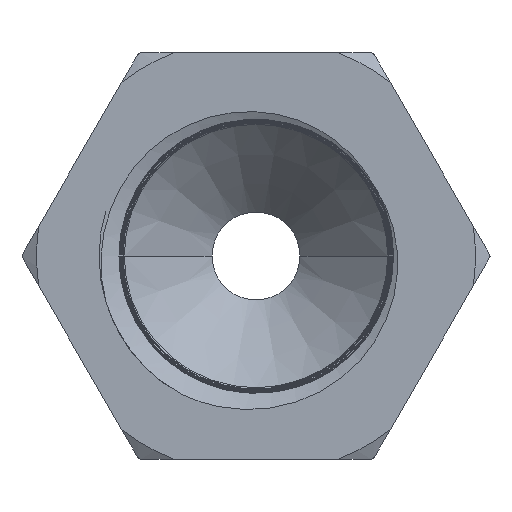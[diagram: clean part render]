
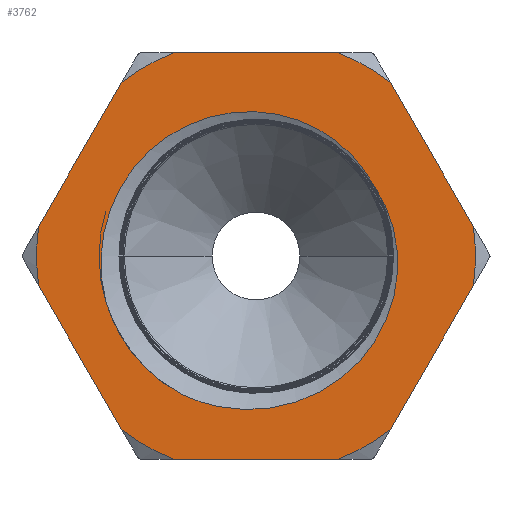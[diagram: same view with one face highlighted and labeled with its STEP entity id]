
A CAD part, left-side view. The second image highlights one B-rep face of the part: STEP entity #3762.
In plain terms, the highlighted planar face has unit normal (-1, 0, 0).
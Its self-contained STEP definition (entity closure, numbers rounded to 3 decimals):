
#121=DIRECTION('',(0.,-0.5,0.866));
#122=VECTOR('',#121,9.056);
#123=CARTESIAN_POINT('',(0.,11.877,1.629));
#124=LINE('',#123,#122);
#125=CARTESIAN_POINT('',(0.,0.,0.));
#126=DIRECTION('',(-1.,0.,0.));
#127=DIRECTION('',(0.,0.378,0.926));
#128=AXIS2_PLACEMENT_3D('',#125,#126,#127);
#130=DIRECTION('',(0.,-1.,0.));
#131=VECTOR('',#130,9.056);
#132=CARTESIAN_POINT('',(0.,4.528,11.1));
#133=LINE('',#132,#131);
#134=CARTESIAN_POINT('',(0.,0.,0.));
#135=DIRECTION('',(-1.,0.,0.));
#136=DIRECTION('',(0.,-0.613,0.79));
#137=AXIS2_PLACEMENT_3D('',#134,#135,#136);
#139=DIRECTION('',(0.,-0.5,-0.866));
#140=VECTOR('',#139,9.056);
#141=CARTESIAN_POINT('',(0.,-7.349,9.471));
#142=LINE('',#141,#140);
#143=DIRECTION('',(0.,0.5,-0.866));
#144=VECTOR('',#143,9.056);
#145=CARTESIAN_POINT('',(0.,-11.877,-1.629));
#146=LINE('',#145,#144);
#147=CARTESIAN_POINT('',(0.,0.,0.));
#148=DIRECTION('',(-1.,0.,0.));
#149=DIRECTION('',(0.,-0.378,-0.926));
#150=AXIS2_PLACEMENT_3D('',#147,#148,#149);
#152=DIRECTION('',(0.,1.,0.));
#153=VECTOR('',#152,9.056);
#154=CARTESIAN_POINT('',(0.,-4.528,-11.1));
#155=LINE('',#154,#153);
#156=CARTESIAN_POINT('',(0.,0.,0.));
#157=DIRECTION('',(-1.,0.,0.));
#158=DIRECTION('',(0.,0.613,-0.79));
#159=AXIS2_PLACEMENT_3D('',#156,#157,#158);
#161=DIRECTION('',(0.,0.5,0.866));
#162=VECTOR('',#161,9.056);
#163=CARTESIAN_POINT('',(0.,7.349,-9.471));
#164=LINE('',#163,#162);
#165=CARTESIAN_POINT('',(0.,-6.489,3.784));
#166=CARTESIAN_POINT('',(0.,-6.697,3.469));
#167=CARTESIAN_POINT('',(0.,-7.06,2.816));
#168=CARTESIAN_POINT('',(0.,-7.459,1.758));
#169=CARTESIAN_POINT('',(0.,-7.694,0.66));
#170=CARTESIAN_POINT('',(0.,-7.769,-0.452));
#171=CARTESIAN_POINT('',(0.,-7.681,-1.588));
#172=CARTESIAN_POINT('',(0.,-7.421,-2.734));
#173=CARTESIAN_POINT('',(0.,-6.962,-3.892));
#174=CARTESIAN_POINT('',(0.,-6.313,-4.98));
#175=CARTESIAN_POINT('',(0.,-5.505,-5.949));
#176=CARTESIAN_POINT('',(0.,-4.55,-6.785));
#177=CARTESIAN_POINT('',(0.,-3.484,-7.46));
#178=CARTESIAN_POINT('',(0.,-2.304,-7.972));
#179=CARTESIAN_POINT('',(0.,-1.058,-8.295));
#180=CARTESIAN_POINT('',(0.,0.23,-8.423));
#181=CARTESIAN_POINT('',(0.,1.536,-8.35));
#182=CARTESIAN_POINT('',(0.,2.813,-8.078));
#183=CARTESIAN_POINT('',(0.,3.632,-7.767));
#184=CARTESIAN_POINT('',(0.,4.033,-7.578));
#186=CARTESIAN_POINT('',(0.,0.,0.));
#187=DIRECTION('',(-1.,0.,0.));
#188=DIRECTION('',(0.,-0.864,0.504));
#189=AXIS2_PLACEMENT_3D('',#186,#187,#188);
#191=CARTESIAN_POINT('',(0.,8.191,-2.55));
#192=CARTESIAN_POINT('',(0.,8.301,-2.132));
#193=CARTESIAN_POINT('',(0.,8.457,-1.29));
#194=CARTESIAN_POINT('',(0.,8.499,-0.006));
#195=CARTESIAN_POINT('',(0.,8.346,1.272));
#196=CARTESIAN_POINT('',(0.,8.008,2.49));
#197=CARTESIAN_POINT('',(0.,7.487,3.652));
#198=CARTESIAN_POINT('',(0.,6.802,4.709));
#199=CARTESIAN_POINT('',(0.,5.971,5.645));
#200=CARTESIAN_POINT('',(0.,5.004,6.445));
#201=CARTESIAN_POINT('',(0.,3.947,7.076));
#202=CARTESIAN_POINT('',(0.,2.801,7.543));
#203=CARTESIAN_POINT('',(0.,1.607,7.826));
#204=CARTESIAN_POINT('',(0.,0.38,7.923));
#205=CARTESIAN_POINT('',(0.,-0.842,7.828));
#206=CARTESIAN_POINT('',(0.,-1.993,7.557));
#207=CARTESIAN_POINT('',(0.,-3.063,7.129));
#208=CARTESIAN_POINT('',(0.,-4.04,6.56));
#209=CARTESIAN_POINT('',(0.,-4.92,5.859));
#210=CARTESIAN_POINT('',(0.,-5.69,5.031));
#211=CARTESIAN_POINT('',(0.,-6.113,4.414));
#212=CARTESIAN_POINT('',(0.,-6.303,4.087));
#214=CARTESIAN_POINT('',(0.,4.033,-7.578));
#215=CARTESIAN_POINT('',(0.,4.404,-7.38));
#216=CARTESIAN_POINT('',(0.,5.096,-6.942));
#217=CARTESIAN_POINT('',(0.,6.018,-6.155));
#218=CARTESIAN_POINT('',(0.,6.76,-5.322));
#219=CARTESIAN_POINT('',(0.,7.362,-4.448));
#220=CARTESIAN_POINT('',(0.,7.84,-3.535));
#221=CARTESIAN_POINT('',(0.,8.087,-2.885));
#222=CARTESIAN_POINT('',(0.,8.191,-2.55));
#238=CARTESIAN_POINT('',(0.,0.,0.));
#239=DIRECTION('',(-1.,0.,0.));
#240=DIRECTION('',(0.,0.991,0.136));
#241=AXIS2_PLACEMENT_3D('',#238,#239,#240);
#264=CARTESIAN_POINT('',(0.,0.,0.));
#265=DIRECTION('',(-1.,0.,0.));
#266=DIRECTION('',(0.,-0.991,-0.136));
#267=AXIS2_PLACEMENT_3D('',#264,#265,#266);
#3493=CARTESIAN_POINT('',(0.,7.349,-9.471));
#3494=CARTESIAN_POINT('',(0.,4.528,-11.1));
#3495=VERTEX_POINT('',#3493);
#3496=VERTEX_POINT('',#3494);
#3497=CARTESIAN_POINT('',(0.,-4.528,-11.1));
#3498=CARTESIAN_POINT('',(0.,-7.349,-9.471));
#3499=VERTEX_POINT('',#3497);
#3500=VERTEX_POINT('',#3498);
#3501=CARTESIAN_POINT('',(0.,-7.349,9.471));
#3502=CARTESIAN_POINT('',(0.,-4.528,11.1));
#3503=VERTEX_POINT('',#3501);
#3504=VERTEX_POINT('',#3502);
#3505=CARTESIAN_POINT('',(0.,4.528,11.1));
#3506=CARTESIAN_POINT('',(0.,7.349,9.471));
#3507=VERTEX_POINT('',#3505);
#3508=VERTEX_POINT('',#3506);
#3525=CARTESIAN_POINT('',(0.,11.877,-1.629));
#3526=VERTEX_POINT('',#3525);
#3527=CARTESIAN_POINT('',(0.,11.877,1.629));
#3528=VERTEX_POINT('',#3527);
#3529=CARTESIAN_POINT('',(0.,-11.877,1.629));
#3530=VERTEX_POINT('',#3529);
#3531=CARTESIAN_POINT('',(0.,-11.877,-1.629));
#3532=VERTEX_POINT('',#3531);
#3579=VERTEX_POINT('',#165);
#3580=VERTEX_POINT('',#184);
#3581=VERTEX_POINT('',#222);
#3582=VERTEX_POINT('',#212);
#3721=CARTESIAN_POINT('',(0.,0.,0.));
#3722=DIRECTION('',(1.,0.,0.));
#3723=DIRECTION('',(0.,0.,-1.));
#3724=AXIS2_PLACEMENT_3D('',#3721,#3722,#3723);
#3725=PLANE('',#3724);
#3727=ORIENTED_EDGE('',*,*,#3726,.F.);
#3729=ORIENTED_EDGE('',*,*,#3728,.T.);
#3731=ORIENTED_EDGE('',*,*,#3730,.F.);
#3733=ORIENTED_EDGE('',*,*,#3732,.T.);
#3735=ORIENTED_EDGE('',*,*,#3734,.F.);
#3737=ORIENTED_EDGE('',*,*,#3736,.T.);
#3739=ORIENTED_EDGE('',*,*,#3738,.F.);
#3741=ORIENTED_EDGE('',*,*,#3740,.T.);
#3743=ORIENTED_EDGE('',*,*,#3742,.F.);
#3745=ORIENTED_EDGE('',*,*,#3744,.T.);
#3747=ORIENTED_EDGE('',*,*,#3746,.F.);
#3749=ORIENTED_EDGE('',*,*,#3748,.T.);
#3750=EDGE_LOOP('',(#3727,#3729,#3731,#3733,#3735,#3737,#3739,#3741,#3743,#3745,
#3747,#3749));
#3751=FACE_OUTER_BOUND('',#3750,.F.);
#3753=ORIENTED_EDGE('',*,*,#3752,.F.);
#3755=ORIENTED_EDGE('',*,*,#3754,.T.);
#3757=ORIENTED_EDGE('',*,*,#3756,.F.);
#3759=ORIENTED_EDGE('',*,*,#3758,.F.);
#3760=EDGE_LOOP('',(#3753,#3755,#3757,#3759));
#3761=FACE_BOUND('',#3760,.F.);
#129=CIRCLE('',#128,11.988);
#138=CIRCLE('',#137,11.988);
#151=CIRCLE('',#150,11.988);
#160=CIRCLE('',#159,11.988);
#185=B_SPLINE_CURVE_WITH_KNOTS('',3,(#165,#166,#167,#168,#169,#170,#171,#172,
#173,#174,#175,#176,#177,#178,#179,#180,#181,#182,#183,#184),.UNSPECIFIED.,.F.,
.F.,(4,1,1,1,1,1,1,1,1,1,1,1,1,1,1,1,1,4),(0.,0.059,
0.118,0.176,0.235,0.294,
0.353,0.412,0.471,0.529,
0.588,0.647,0.706,0.765,
0.824,0.882,0.941,1.),.UNSPECIFIED.);
#190=CIRCLE('',#189,7.512);
#213=B_SPLINE_CURVE_WITH_KNOTS('',3,(#191,#192,#193,#194,#195,#196,#197,#198,
#199,#200,#201,#202,#203,#204,#205,#206,#207,#208,#209,#210,#211,#212),
.UNSPECIFIED.,.F.,.F.,(4,1,1,1,1,1,1,1,1,1,1,1,1,1,1,1,1,1,1,4),(0.,
0.053,0.105,0.158,0.211,
0.263,0.316,0.368,0.421,
0.474,0.526,0.579,0.632,
0.684,0.737,0.789,0.842,
0.895,0.947,1.),.UNSPECIFIED.);
#223=B_SPLINE_CURVE_WITH_KNOTS('',3,(#214,#215,#216,#217,#218,#219,#220,#221,
#222),.UNSPECIFIED.,.F.,.F.,(4,1,1,1,1,1,4),(0.,0.167,
0.333,0.5,0.667,0.833,1.),
.UNSPECIFIED.);
#242=CIRCLE('',#241,11.988);
#268=CIRCLE('',#267,11.988);
#3726=EDGE_CURVE('',#3528,#3526,#242,.T.);
#3728=EDGE_CURVE('',#3528,#3508,#124,.T.);
#3730=EDGE_CURVE('',#3507,#3508,#129,.T.);
#3732=EDGE_CURVE('',#3507,#3504,#133,.T.);
#3734=EDGE_CURVE('',#3503,#3504,#138,.T.);
#3736=EDGE_CURVE('',#3503,#3530,#142,.T.);
#3738=EDGE_CURVE('',#3532,#3530,#268,.T.);
#3740=EDGE_CURVE('',#3532,#3500,#146,.T.);
#3742=EDGE_CURVE('',#3499,#3500,#151,.T.);
#3744=EDGE_CURVE('',#3499,#3496,#155,.T.);
#3746=EDGE_CURVE('',#3495,#3496,#160,.T.);
#3748=EDGE_CURVE('',#3495,#3526,#164,.T.);
#3752=EDGE_CURVE('',#3579,#3580,#185,.T.);
#3754=EDGE_CURVE('',#3579,#3582,#190,.T.);
#3756=EDGE_CURVE('',#3581,#3582,#213,.T.);
#3758=EDGE_CURVE('',#3580,#3581,#223,.T.);
#3762=ADVANCED_FACE('',(#3751,#3761),#3725,.F.);
